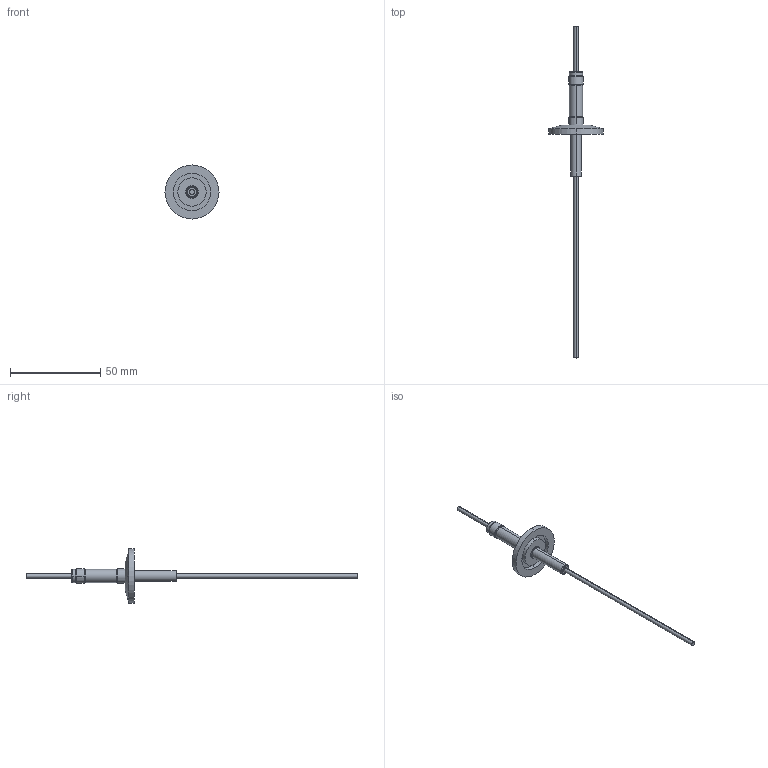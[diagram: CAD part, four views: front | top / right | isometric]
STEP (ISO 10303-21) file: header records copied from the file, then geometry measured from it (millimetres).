
FILE_DESCRIPTION (( 'STEP AP214' ), '1' );
FILE_NAME ('120XST016-10-30-1.step', '2017-07-10T09:34:02', ( 'install' ), ( '' ), 'SwSTEP 2.0', 'SolidWorks 2015', '' );
FILE_SCHEMA (( 'AUTOMOTIVE_DESIGN' ));
Length unit declared in the file: inch
Products named in the file (1): 120XST016-10-30-1
Bounding box: 29.97 x 184.15 x 29.97 mm (x, y, z)
Volume: 4953 mm3; surface area: 5314.6 mm2
Topology: 1 solids, 1 shells, 72 faces, 168 edges, 108 vertices
Faces by surface type: cylinder 38, cone 16, plane 12, torus 6
Entity records: 2214 total; most frequent: CARTESIAN_POINT 425, DIRECTION 420, ORIENTED_EDGE 336, AXIS2_PLACEMENT_3D 183, EDGE_CURVE 168, CIRCLE 110, VERTEX_POINT 108, EDGE_LOOP 82
